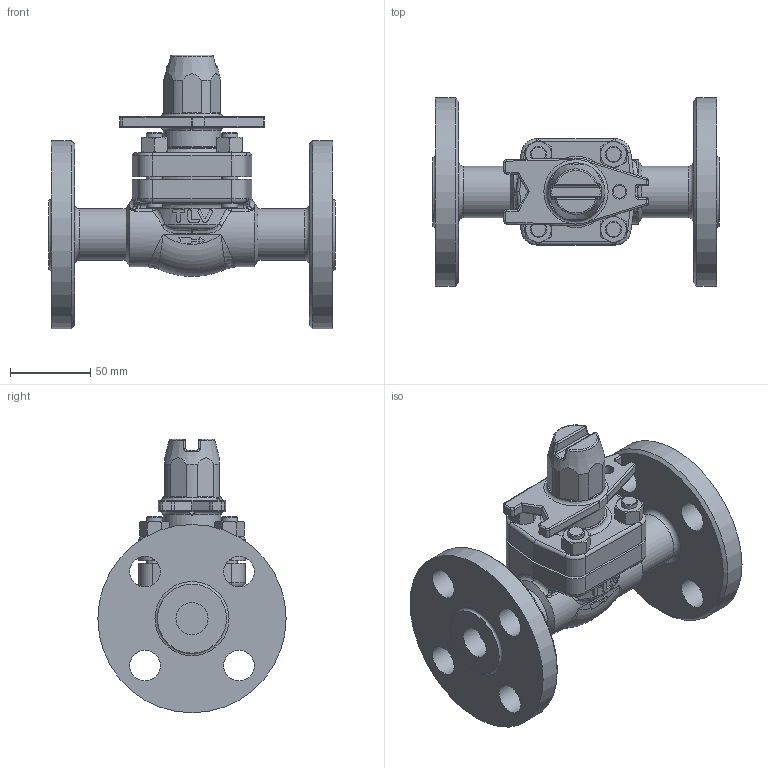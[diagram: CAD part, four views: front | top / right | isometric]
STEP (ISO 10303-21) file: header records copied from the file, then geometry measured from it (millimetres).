
FILE_DESCRIPTION(/* description */ (''),/* implementation_level */ '2;1');
FILE_NAME(/* name */ 'bd800-020-a0300-00.stp',/* time_stamp */ '2018-11-01T16:29:44+09:00',/* author */ ('nakaot'),/* organization */ (''),/* preprocessor_version */ 'ST-DEVELOPER v15.6',/* originating_system */ 'Autodesk Inventor 2015',/* authorisation */ '');
FILE_SCHEMA (('CONFIG_CONTROL_DESIGN'));
Length unit declared in the file: centimetre
Products named in the file (1): bd800-020-a0300-00
Bounding box: 178 x 117 x 170 mm (x, y, z)
Volume: 637791.3 mm3; surface area: 119691.8 mm2
Topology: 1 solids, 5 shells, 478 faces, 1113 edges, 660 vertices
Faces by surface type: plane 176, cylinder 137, cone 66, bspline 49, torus 34, sphere 16
Full cylindrical faces by diameter (mm): 3 x1, 8 x1, 8.376 x2, 10 x10, 11 x4, 12 x1, 13 x1, 15 x2, 18 x1, 18.376 x1, 19 x8, 20 x2, 22.2 x2, 24.5 x1, 25.5 x1, 27 x1, 32 x2, 36 x2, 54 x1, 117 x2
Entity records: 15023 total; most frequent: CARTESIAN_POINT 4837, DIRECTION 2130, ORIENTED_EDGE 2012, EDGE_CURVE 1006, AXIS2_PLACEMENT_3D 911, VERTEX_POINT 636, EDGE_LOOP 600, FACE_OUTER_BOUND 477
